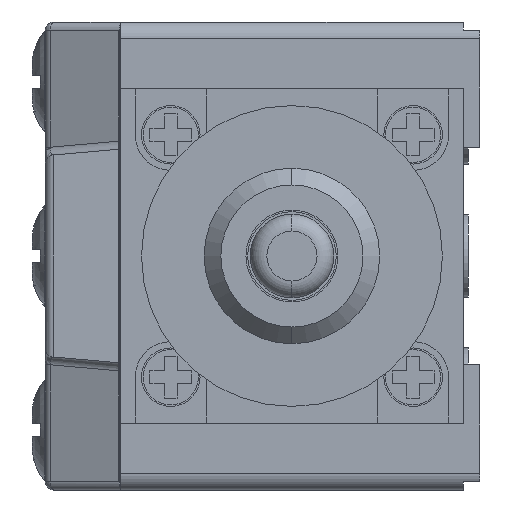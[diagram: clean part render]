
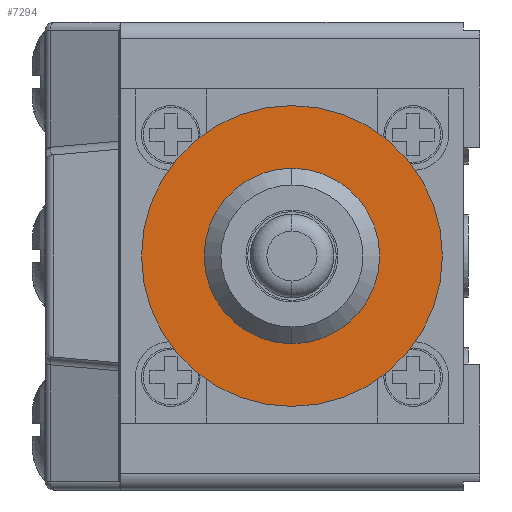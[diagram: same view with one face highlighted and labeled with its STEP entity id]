
A CAD part, left-side view. The second image highlights one B-rep face of the part: STEP entity #7294.
In plain terms, the highlighted planar face has unit normal (-1, 0, 0).
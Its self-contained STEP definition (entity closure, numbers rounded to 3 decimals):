
#205 = EDGE_CURVE ( 'NONE', #9190, #4957, #17846, .T. ) ;
#1207 = FACE_BOUND ( 'NONE', #7435, .T. ) ;
#1609 = AXIS2_PLACEMENT_3D ( 'NONE', #6355, #14835, #10544 ) ;
#2128 = CARTESIAN_POINT ( 'NONE',  ( -43.85, 10.25, 0. ) ) ;
#2521 = DIRECTION ( 'NONE',  ( 0., 0., 1. ) ) ;
#2570 = FACE_OUTER_BOUND ( 'NONE', #11184, .T. ) ;
#2763 = CARTESIAN_POINT ( 'NONE',  ( -43.85, 10.25, 0. ) ) ;
#3627 = ORIENTED_EDGE ( 'NONE', *, *, #13839, .F. ) ;
#3648 = EDGE_CURVE ( 'NONE', #4957, #9190, #9451, .T. ) ;
#3995 = AXIS2_PLACEMENT_3D ( 'NONE', #2763, #16691, #15415 ) ;
#4617 = CARTESIAN_POINT ( 'NONE',  ( -43.85, 10.25, 9. ) ) ;
#4957 = VERTEX_POINT ( 'NONE', #4617 ) ;
#5375 = CARTESIAN_POINT ( 'NONE',  ( -43.85, 10.25, 5.25 ) ) ;
#6036 = CARTESIAN_POINT ( 'NONE',  ( -43.85, 10.25, -9. ) ) ;
#6355 = CARTESIAN_POINT ( 'NONE',  ( -43.85, 10.25, 0. ) ) ;
#6459 = EDGE_CURVE ( 'NONE', #15754, #17801, #10092, .T. ) ;
#7073 = ORIENTED_EDGE ( 'NONE', *, *, #6459, .F. ) ;
#7294 = ADVANCED_FACE ( 'NONE', ( #1207, #2570 ), #8109, .T. ) ;
#7435 = EDGE_LOOP ( 'NONE', ( #7073, #3627 ) ) ;
#7663 = DIRECTION ( 'NONE',  ( -1., 0., 0. ) ) ;
#8109 = PLANE ( 'NONE',  #10066 ) ;
#8462 = DIRECTION ( 'NONE',  ( 0., 0., 1. ) ) ;
#9190 = VERTEX_POINT ( 'NONE', #6036 ) ;
#9451 = CIRCLE ( 'NONE', #1609, 9. ) ;
#9788 = DIRECTION ( 'NONE',  ( -1., 0., 0. ) ) ;
#10066 = AXIS2_PLACEMENT_3D ( 'NONE', #16405, #15394, #8462 ) ;
#10092 = CIRCLE ( 'NONE', #3995, 5.25 ) ;
#10544 = DIRECTION ( 'NONE',  ( 0., 0., 1. ) ) ;
#11149 = CARTESIAN_POINT ( 'NONE',  ( -43.85, 10.25, 0. ) ) ;
#11184 = EDGE_LOOP ( 'NONE', ( #11835, #16334 ) ) ;
#11363 = CARTESIAN_POINT ( 'NONE',  ( -43.85, 10.25, -5.25 ) ) ;
#11783 = AXIS2_PLACEMENT_3D ( 'NONE', #11149, #9788, #2521 ) ;
#11835 = ORIENTED_EDGE ( 'NONE', *, *, #205, .T. ) ;
#13231 = DIRECTION ( 'NONE',  ( 0., 0., 1. ) ) ;
#13519 = CIRCLE ( 'NONE', #11783, 5.25 ) ;
#13839 = EDGE_CURVE ( 'NONE', #17801, #15754, #13519, .T. ) ;
#14835 = DIRECTION ( 'NONE',  ( -1., 0., 0. ) ) ;
#15394 = DIRECTION ( 'NONE',  ( -1., 0., 0. ) ) ;
#15415 = DIRECTION ( 'NONE',  ( 0., 0., 1. ) ) ;
#15754 = VERTEX_POINT ( 'NONE', #11363 ) ;
#16334 = ORIENTED_EDGE ( 'NONE', *, *, #3648, .T. ) ;
#16405 = CARTESIAN_POINT ( 'NONE',  ( -43.85, 10.25, 0. ) ) ;
#16691 = DIRECTION ( 'NONE',  ( -1., 0., 0. ) ) ;
#16974 = AXIS2_PLACEMENT_3D ( 'NONE', #2128, #7663, #13231 ) ;
#17801 = VERTEX_POINT ( 'NONE', #5375 ) ;
#17846 = CIRCLE ( 'NONE', #16974, 9. ) ;
